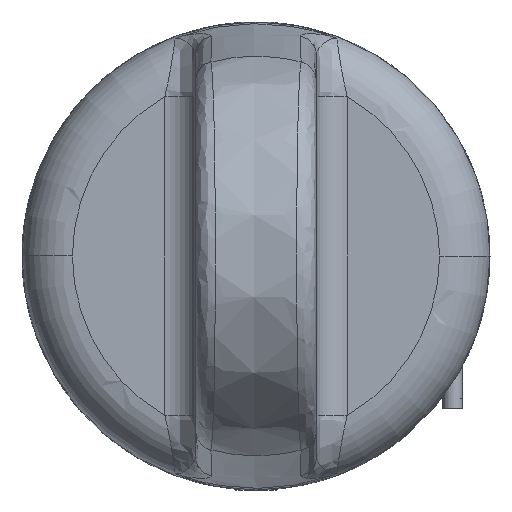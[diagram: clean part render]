
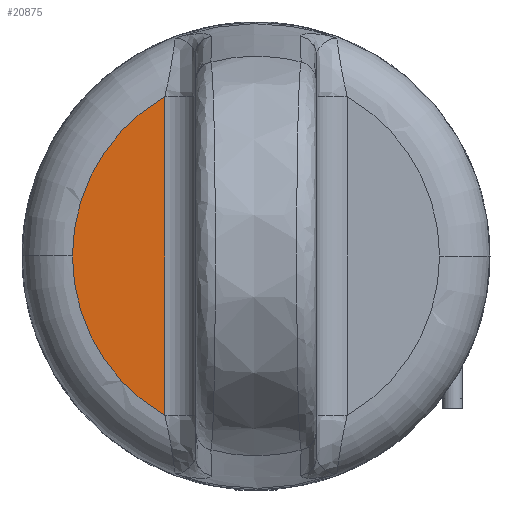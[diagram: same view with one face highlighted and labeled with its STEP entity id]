
A CAD part, front view. The second image highlights one B-rep face of the part: STEP entity #20875.
In plain terms, the highlighted planar face has unit normal (0, -1, 0).
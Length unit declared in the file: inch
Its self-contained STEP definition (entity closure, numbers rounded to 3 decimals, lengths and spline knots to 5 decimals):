
#6004=CARTESIAN_POINT('',(0.,-6.179,0.));
#6005=DIRECTION('',(0.,-1.,0.));
#6006=DIRECTION('',(-0.497,0.,0.868));
#6007=AXIS2_PLACEMENT_3D('',#6004,#6005,#6006);
#6850=DIRECTION('',(0.,0.,-1.));
#6851=VECTOR('',#6850,1.9572);
#6852=CARTESIAN_POINT('',(-0.56,-6.179,0.9786));
#6853=LINE('',#6852,#6851);
#6878=CARTESIAN_POINT('',(0.,-6.179,0.));
#6879=DIRECTION('',(0.,-1.,0.));
#6880=DIRECTION('',(-1.,0.,0.));
#6881=AXIS2_PLACEMENT_3D('',#6878,#6879,#6880);
#15145=CARTESIAN_POINT('',(-1.1275,-6.179,0.));
#15146=VERTEX_POINT('',#15145);
#15147=CARTESIAN_POINT('',(-0.56,-6.179,0.9786));
#15148=CARTESIAN_POINT('',(-0.56,-6.179,
-0.9786));
#15149=VERTEX_POINT('',#15147);
#15150=VERTEX_POINT('',#15148);
#20864=CARTESIAN_POINT('',(0.,-6.179,0.));
#20865=DIRECTION('',(0.,-1.,0.));
#20866=DIRECTION('',(-1.,0.,0.));
#20867=AXIS2_PLACEMENT_3D('',#20864,#20865,#20866);
#20868=PLANE('',#20867);
#20869=ORIENTED_EDGE('',*,*,#20855,.T.);
#20871=ORIENTED_EDGE('',*,*,#20870,.F.);
#20872=ORIENTED_EDGE('',*,*,#19773,.F.);
#20873=EDGE_LOOP('',(#20869,#20871,#20872));
#20874=FACE_OUTER_BOUND('',#20873,.F.);
#20875=ADVANCED_FACE('',(#20874),#20868,.T.);
#6008=CIRCLE('',#6007,1.1275);
#6882=CIRCLE('',#6881,1.1275);
#19773=EDGE_CURVE('',#15149,#15146,#6008,.T.);
#20855=EDGE_CURVE('',#15149,#15150,#6853,.T.);
#20870=EDGE_CURVE('',#15146,#15150,#6882,.T.);
